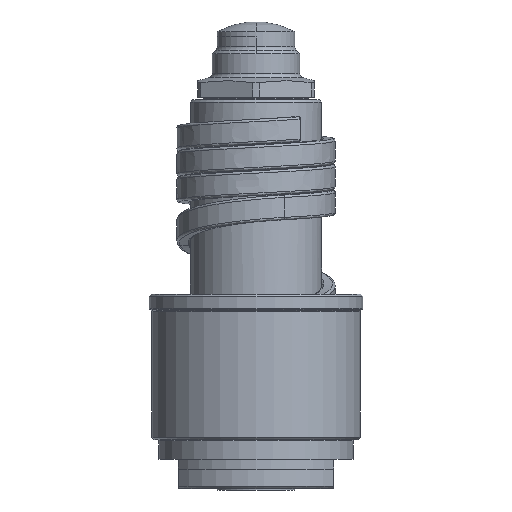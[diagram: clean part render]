
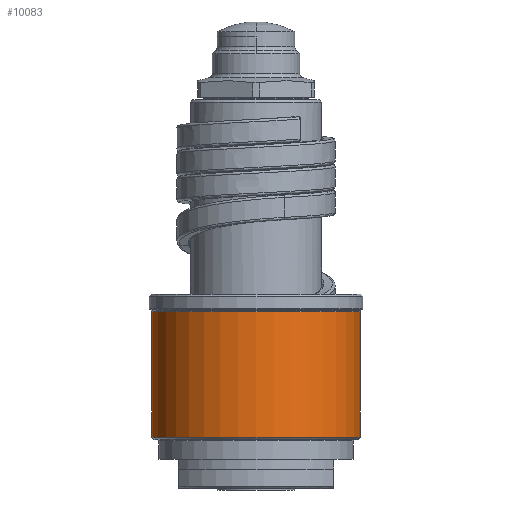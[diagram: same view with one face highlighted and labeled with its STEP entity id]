
A CAD part, front view. The second image highlights one B-rep face of the part: STEP entity #10083.
In plain terms, the highlighted cylindrical face has radius 21.5 mm (diameter 43 mm), a partial arc.
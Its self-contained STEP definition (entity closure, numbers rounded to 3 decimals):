
#3131=CARTESIAN_POINT('',(0.,0.,10.583));
#3132=DIRECTION('',(0.,0.,1.));
#3133=DIRECTION('',(-1.,0.,0.));
#3134=AXIS2_PLACEMENT_3D('',#3131,#3132,#3133);
#3136=DIRECTION('',(0.,0.,-1.));
#3137=VECTOR('',#3136,25.834);
#3138=CARTESIAN_POINT('',(-21.5,0.,36.417));
#3139=LINE('',#3138,#3137);
#3140=CARTESIAN_POINT('',(0.,0.,36.417));
#3141=DIRECTION('',(0.,0.,1.));
#3142=DIRECTION('',(-1.,0.,0.));
#3143=AXIS2_PLACEMENT_3D('',#3140,#3141,#3142);
#3145=DIRECTION('',(0.,0.,-1.));
#3146=VECTOR('',#3145,25.834);
#3147=CARTESIAN_POINT('',(21.5,0.,36.417));
#3148=LINE('',#3147,#3146);
#5932=CARTESIAN_POINT('',(21.5,0.,36.417));
#5933=CARTESIAN_POINT('',(-21.5,0.,36.417));
#5934=VERTEX_POINT('',#5932);
#5935=VERTEX_POINT('',#5933);
#5958=CARTESIAN_POINT('',(21.5,0.,10.583));
#5959=VERTEX_POINT('',#5958);
#5960=CARTESIAN_POINT('',(-21.5,0.,10.583));
#5961=VERTEX_POINT('',#5960);
#10071=CARTESIAN_POINT('',(0.,0.,8.5));
#10072=DIRECTION('',(0.,0.,1.));
#10073=DIRECTION('',(-1.,0.,0.));
#10074=AXIS2_PLACEMENT_3D('',#10071,#10072,#10073);
#10075=CYLINDRICAL_SURFACE('',#10074,21.5);
#10076=ORIENTED_EDGE('',*,*,#8008,.F.);
#10077=ORIENTED_EDGE('',*,*,#7989,.F.);
#10079=ORIENTED_EDGE('',*,*,#10078,.T.);
#10080=ORIENTED_EDGE('',*,*,#7985,.T.);
#10081=EDGE_LOOP('',(#10076,#10077,#10079,#10080));
#10082=FACE_OUTER_BOUND('',#10081,.F.);
#3135=CIRCLE('',#3134,21.5);
#3144=CIRCLE('',#3143,21.5);
#7985=EDGE_CURVE('',#5934,#5959,#3148,.T.);
#7989=EDGE_CURVE('',#5935,#5961,#3139,.T.);
#8008=EDGE_CURVE('',#5961,#5959,#3135,.T.);
#10078=EDGE_CURVE('',#5935,#5934,#3144,.T.);
#10083=ADVANCED_FACE('',(#10082),#10075,.T.);
